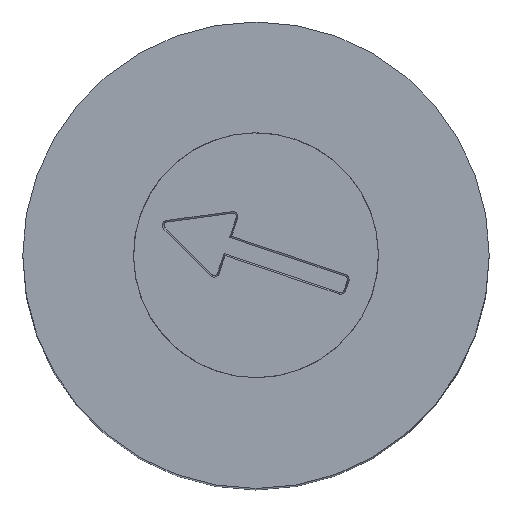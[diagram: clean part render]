
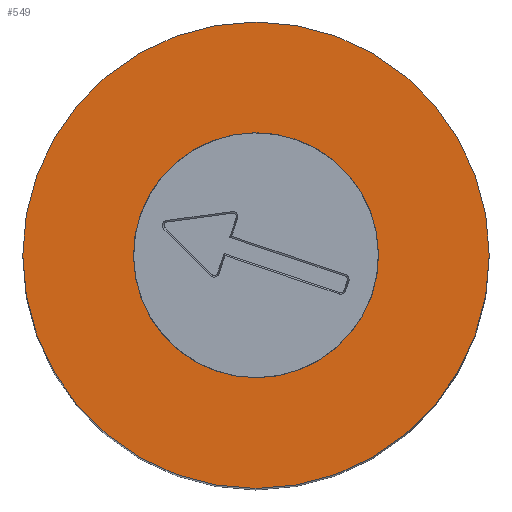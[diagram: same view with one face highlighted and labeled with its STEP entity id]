
A CAD part, top view. The second image highlights one B-rep face of the part: STEP entity #549.
In plain terms, the highlighted planar face has unit normal (0, 0, 1).
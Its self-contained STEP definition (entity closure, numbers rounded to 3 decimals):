
#30=FACE_BOUND('',#103,.T.);
#35=PLANE('',#658);
#66=FACE_OUTER_BOUND('',#102,.T.);
#102=EDGE_LOOP('',(#425));
#103=EDGE_LOOP('',(#426));
#218=CIRCLE('',#647,4.2);
#224=CIRCLE('',#657,8.);
#255=VERTEX_POINT('',#931);
#261=VERTEX_POINT('',#951);
#310=EDGE_CURVE('',#255,#255,#218,.T.);
#320=EDGE_CURVE('',#261,#261,#224,.T.);
#425=ORIENTED_EDGE('',*,*,#320,.F.);
#426=ORIENTED_EDGE('',*,*,#310,.T.);
#549=ADVANCED_FACE('',(#66,#30),#35,.F.);
#647=AXIS2_PLACEMENT_3D('',#932,#749,#750);
#657=AXIS2_PLACEMENT_3D('',#952,#773,#774);
#658=AXIS2_PLACEMENT_3D('',#954,#776,#777);
#749=DIRECTION('center_axis',(0.,0.,-1.));
#750=DIRECTION('ref_axis',(1.,0.,0.));
#773=DIRECTION('center_axis',(0.,0.,-1.));
#774=DIRECTION('ref_axis',(-1.,0.,0.));
#776=DIRECTION('center_axis',(0.,0.,-1.));
#777=DIRECTION('ref_axis',(-1.,0.,0.));
#931=CARTESIAN_POINT('',(-4.2,0.,33.));
#932=CARTESIAN_POINT('Origin',(0.,0.,33.));
#951=CARTESIAN_POINT('',(8.,0.,33.));
#952=CARTESIAN_POINT('Origin',(0.,0.,33.));
#954=CARTESIAN_POINT('Origin',(0.,0.,33.));
